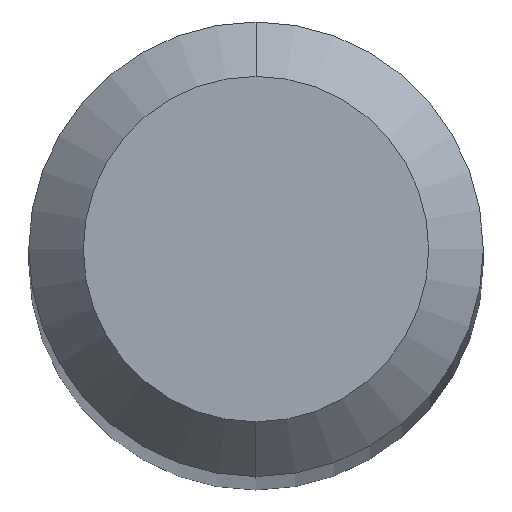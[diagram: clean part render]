
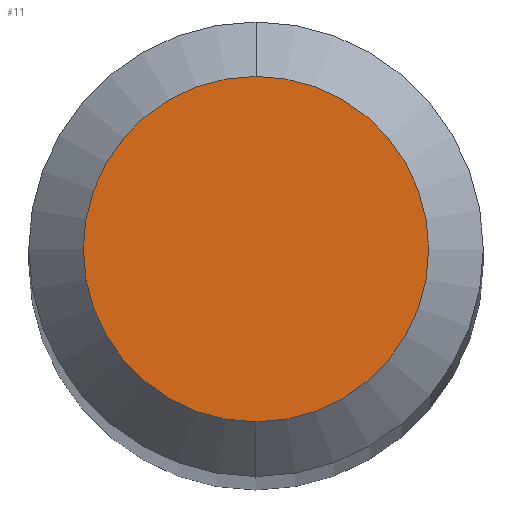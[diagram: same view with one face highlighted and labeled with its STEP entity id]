
A CAD part, top view. The second image highlights one B-rep face of the part: STEP entity #11.
In plain terms, the highlighted planar face has unit normal (0, 0, 1).
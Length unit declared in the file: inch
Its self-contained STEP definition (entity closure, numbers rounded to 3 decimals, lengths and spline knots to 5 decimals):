
#11 = ADVANCED_FACE ( 'NONE', ( #172 ), #544, .F. ) ;
#37 = VERTEX_POINT ( 'NONE', #207 ) ;
#62 = AXIS2_PLACEMENT_3D ( 'NONE', #73, #466, #340 ) ;
#64 = AXIS2_PLACEMENT_3D ( 'NONE', #444, #112, #282 ) ;
#73 = CARTESIAN_POINT ( 'NONE',  ( 0., 0.0475, 0. ) ) ;
#94 = AXIS2_PLACEMENT_3D ( 'NONE', #554, #261, #178 ) ;
#112 = DIRECTION ( 'NONE',  ( 0., 0., 1. ) ) ;
#114 = CIRCLE ( 'NONE', #94, 0.0475 ) ;
#117 = ORIENTED_EDGE ( 'NONE', *, *, #525, .T. ) ;
#172 = FACE_OUTER_BOUND ( 'NONE', #430, .T. ) ;
#178 = DIRECTION ( 'NONE',  ( 0., -1., 0. ) ) ;
#207 = CARTESIAN_POINT ( 'NONE',  ( 0., 0.0475, 0. ) ) ;
#244 = CARTESIAN_POINT ( 'NONE',  ( 0., -0.0475, 0. ) ) ;
#261 = DIRECTION ( 'NONE',  ( 0., 0., 1. ) ) ;
#282 = DIRECTION ( 'NONE',  ( 0., -1., 0. ) ) ;
#306 = CIRCLE ( 'NONE', #64, 0.0475 ) ;
#329 = EDGE_CURVE ( 'NONE', #37, #414, #306, .T. ) ;
#340 = DIRECTION ( 'NONE',  ( 0., 1., 0. ) ) ;
#357 = ORIENTED_EDGE ( 'NONE', *, *, #329, .T. ) ;
#414 = VERTEX_POINT ( 'NONE', #244 ) ;
#430 = EDGE_LOOP ( 'NONE', ( #357, #117 ) ) ;
#444 = CARTESIAN_POINT ( 'NONE',  ( 0., 0., 0. ) ) ;
#466 = DIRECTION ( 'NONE',  ( 0., 0., -1. ) ) ;
#525 = EDGE_CURVE ( 'NONE', #414, #37, #114, .T. ) ;
#544 = PLANE ( 'NONE',  #62 ) ;
#554 = CARTESIAN_POINT ( 'NONE',  ( 0., 0., 0. ) ) ;
